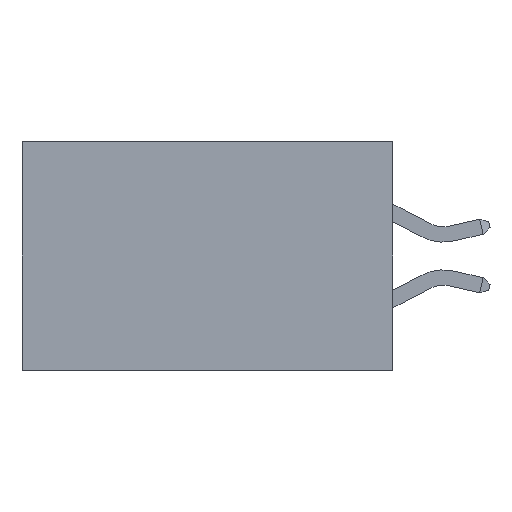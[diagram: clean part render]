
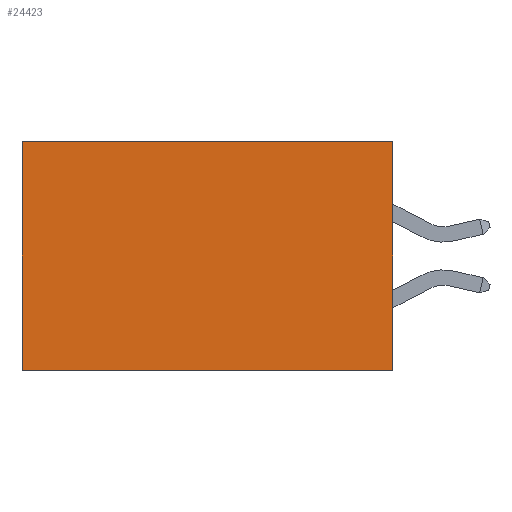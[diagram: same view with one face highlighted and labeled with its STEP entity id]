
A CAD part, left-side view. The second image highlights one B-rep face of the part: STEP entity #24423.
In plain terms, the highlighted planar face has unit normal (-1, 0, 0).
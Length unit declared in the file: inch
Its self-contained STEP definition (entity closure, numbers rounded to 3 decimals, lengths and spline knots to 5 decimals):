
#301 = CARTESIAN_POINT ( 'NONE',  ( 0.2875, 0., 0. ) ) ;
#926 = VERTEX_POINT ( 'NONE', #28116 ) ;
#1107 = VERTEX_POINT ( 'NONE', #1515 ) ;
#1515 = CARTESIAN_POINT ( 'NONE',  ( 0.2875, 0., 0. ) ) ;
#2164 = PLANE ( 'NONE',  #22930 ) ;
#2455 = VERTEX_POINT ( 'NONE', #22671 ) ;
#4336 = CARTESIAN_POINT ( 'NONE',  ( 0.2875, 0., -0.37 ) ) ;
#4517 = DIRECTION ( 'NONE',  ( 0., 0., -1. ) ) ;
#5823 = DIRECTION ( 'NONE',  ( 0., 1., 0. ) ) ;
#6612 = DIRECTION ( 'NONE',  ( 0., 0., -1. ) ) ;
#7038 = ORIENTED_EDGE ( 'NONE', *, *, #26223, .F. ) ;
#9112 = CARTESIAN_POINT ( 'NONE',  ( 0.2875, 0., 0. ) ) ;
#9323 = DIRECTION ( 'NONE',  ( 1., 0., 0. ) ) ;
#10509 = VECTOR ( 'NONE', #30063, 39.37008 ) ;
#10602 = VERTEX_POINT ( 'NONE', #4336 ) ;
#11615 = LINE ( 'NONE', #20510, #14160 ) ;
#12756 = EDGE_CURVE ( 'NONE', #10602, #926, #25179, .T. ) ;
#14143 = EDGE_LOOP ( 'NONE', ( #17313, #29109, #7038, #29491 ) ) ;
#14160 = VECTOR ( 'NONE', #6612, 39.37008 ) ;
#14820 = CARTESIAN_POINT ( 'NONE',  ( 0.2875, 0., -0.37 ) ) ;
#16700 = LINE ( 'NONE', #26773, #10509 ) ;
#16748 = VECTOR ( 'NONE', #16935, 39.37008 ) ;
#16935 = DIRECTION ( 'NONE',  ( 0., 0., -1. ) ) ;
#17313 = ORIENTED_EDGE ( 'NONE', *, *, #26576, .T. ) ;
#20510 = CARTESIAN_POINT ( 'NONE',  ( 0.2875, 0.6, 0. ) ) ;
#21811 = EDGE_CURVE ( 'NONE', #1107, #2455, #16700, .T. ) ;
#22295 = VECTOR ( 'NONE', #5823, 39.37008 ) ;
#22671 = CARTESIAN_POINT ( 'NONE',  ( 0.2875, 0.6, 0. ) ) ;
#22930 = AXIS2_PLACEMENT_3D ( 'NONE', #9112, #9323, #4517 ) ;
#24423 = ADVANCED_FACE ( 'NONE', ( #27143 ), #2164, .F. ) ;
#25179 = LINE ( 'NONE', #14820, #22295 ) ;
#26223 = EDGE_CURVE ( 'NONE', #1107, #10602, #27405, .T. ) ;
#26576 = EDGE_CURVE ( 'NONE', #2455, #926, #11615, .T. ) ;
#26773 = CARTESIAN_POINT ( 'NONE',  ( 0.2875, 0., 0. ) ) ;
#27143 = FACE_OUTER_BOUND ( 'NONE', #14143, .T. ) ;
#27405 = LINE ( 'NONE', #301, #16748 ) ;
#28116 = CARTESIAN_POINT ( 'NONE',  ( 0.2875, 0.6, -0.37 ) ) ;
#29109 = ORIENTED_EDGE ( 'NONE', *, *, #12756, .F. ) ;
#29491 = ORIENTED_EDGE ( 'NONE', *, *, #21811, .T. ) ;
#30063 = DIRECTION ( 'NONE',  ( 0., 1., 0. ) ) ;
